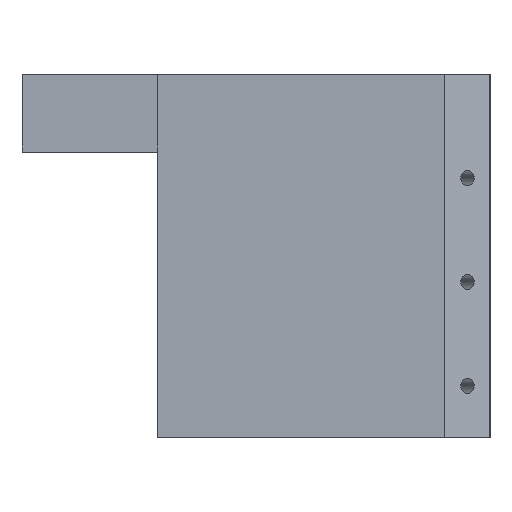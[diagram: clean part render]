
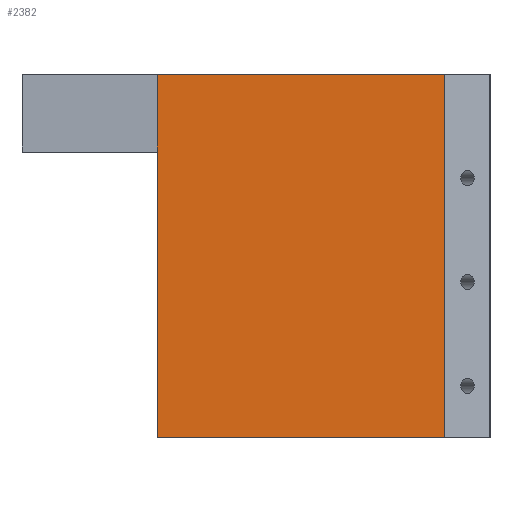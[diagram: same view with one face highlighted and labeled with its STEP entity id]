
A CAD part, left-side view. The second image highlights one B-rep face of the part: STEP entity #2382.
In plain terms, the highlighted planar face has unit normal (-1, 0, 0).
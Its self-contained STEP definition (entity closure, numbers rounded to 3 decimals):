
#163 = PLANE('',#164);
#164 = AXIS2_PLACEMENT_3D('',#165,#166,#167);
#165 = CARTESIAN_POINT('',(-45.,64.062,0.));
#166 = DIRECTION('',(-0.,-1.,-0.));
#167 = DIRECTION('',(-1.,0.,0.));
#522 = PLANE('',#523);
#523 = AXIS2_PLACEMENT_3D('',#524,#525,#526);
#524 = CARTESIAN_POINT('',(-32.362,40.662,0.));
#525 = DIRECTION('',(0.,0.,1.));
#526 = DIRECTION('',(1.,0.,0.));
#737 = VERTEX_POINT('',#738);
#738 = CARTESIAN_POINT('',(-45.,64.062,0.));
#759 = EDGE_CURVE('',#737,#760,#762,.T.);
#760 = VERTEX_POINT('',#761);
#761 = CARTESIAN_POINT('',(-45.,64.062,55.));
#762 = SURFACE_CURVE('',#763,(#767,#774),.PCURVE_S1.);
#763 = LINE('',#764,#765);
#764 = CARTESIAN_POINT('',(-45.,64.062,0.));
#765 = VECTOR('',#766,1.);
#766 = DIRECTION('',(0.,0.,1.));
#767 = PCURVE('',#163,#768);
#768 = DEFINITIONAL_REPRESENTATION('',(#769),#773);
#769 = LINE('',#770,#771);
#770 = CARTESIAN_POINT('',(-0.,0.));
#771 = VECTOR('',#772,1.);
#772 = DIRECTION('',(-0.,-1.));
#773 = ( GEOMETRIC_REPRESENTATION_CONTEXT(2) 
PARAMETRIC_REPRESENTATION_CONTEXT() REPRESENTATION_CONTEXT('2D SPACE',''
  ) );
#774 = PCURVE('',#775,#780);
#775 = PLANE('',#776);
#776 = AXIS2_PLACEMENT_3D('',#777,#778,#779);
#777 = CARTESIAN_POINT('',(-45.,64.062,0.));
#778 = DIRECTION('',(-1.,-0.,-0.));
#779 = DIRECTION('',(0.,1.,0.));
#780 = DEFINITIONAL_REPRESENTATION('',(#781),#785);
#781 = LINE('',#782,#783);
#782 = CARTESIAN_POINT('',(-0.,0.));
#783 = VECTOR('',#784,1.);
#784 = DIRECTION('',(-0.,-1.));
#785 = ( GEOMETRIC_REPRESENTATION_CONTEXT(2) 
PARAMETRIC_REPRESENTATION_CONTEXT() REPRESENTATION_CONTEXT('2D SPACE',''
  ) );
#913 = PLANE('',#914);
#914 = AXIS2_PLACEMENT_3D('',#915,#916,#917);
#915 = CARTESIAN_POINT('',(-45.,64.062,70.));
#916 = DIRECTION('',(-1.,0.,0.));
#917 = DIRECTION('',(-0.,0.,-1.));
#1802 = VERTEX_POINT('',#1803);
#1803 = CARTESIAN_POINT('',(-45.,8.66,0.));
#1817 = PLANE('',#1818);
#1818 = AXIS2_PLACEMENT_3D('',#1819,#1820,#1821);
#1819 = CARTESIAN_POINT('',(-40.,0.,0.));
#1820 = DIRECTION('',(0.866,0.5,0.));
#1821 = DIRECTION('',(0.5,-0.866,0.));
#1829 = EDGE_CURVE('',#737,#1802,#1830,.T.);
#1830 = SURFACE_CURVE('',#1831,(#1835,#1842),.PCURVE_S1.);
#1831 = LINE('',#1832,#1833);
#1832 = CARTESIAN_POINT('',(-45.,64.062,0.));
#1833 = VECTOR('',#1834,1.);
#1834 = DIRECTION('',(-0.,-1.,-0.));
#1835 = PCURVE('',#522,#1836);
#1836 = DEFINITIONAL_REPRESENTATION('',(#1837),#1841);
#1837 = LINE('',#1838,#1839);
#1838 = CARTESIAN_POINT('',(-12.638,23.4));
#1839 = VECTOR('',#1840,1.);
#1840 = DIRECTION('',(-0.,-1.));
#1841 = ( GEOMETRIC_REPRESENTATION_CONTEXT(2) 
PARAMETRIC_REPRESENTATION_CONTEXT() REPRESENTATION_CONTEXT('2D SPACE',''
  ) );
#1842 = PCURVE('',#775,#1843);
#1843 = DEFINITIONAL_REPRESENTATION('',(#1844),#1848);
#1844 = LINE('',#1845,#1846);
#1845 = CARTESIAN_POINT('',(-0.,0.));
#1846 = VECTOR('',#1847,1.);
#1847 = DIRECTION('',(-1.,0.));
#1848 = ( GEOMETRIC_REPRESENTATION_CONTEXT(2) 
PARAMETRIC_REPRESENTATION_CONTEXT() REPRESENTATION_CONTEXT('2D SPACE',''
  ) );
#2312 = PLANE('',#2313);
#2313 = AXIS2_PLACEMENT_3D('',#2314,#2315,#2316);
#2314 = CARTESIAN_POINT('',(-32.362,40.662,70.));
#2315 = DIRECTION('',(0.,0.,1.));
#2316 = DIRECTION('',(1.,0.,0.));
#2382 = ADVANCED_FACE('',(#2383),#775,.T.);
#2383 = FACE_BOUND('',#2384,.F.);
#2384 = EDGE_LOOP('',(#2385,#2386,#2409,#2432,#2453));
#2385 = ORIENTED_EDGE('',*,*,#759,.T.);
#2386 = ORIENTED_EDGE('',*,*,#2387,.T.);
#2387 = EDGE_CURVE('',#760,#2388,#2390,.T.);
#2388 = VERTEX_POINT('',#2389);
#2389 = CARTESIAN_POINT('',(-45.,64.062,70.));
#2390 = SURFACE_CURVE('',#2391,(#2395,#2402),.PCURVE_S1.);
#2391 = LINE('',#2392,#2393);
#2392 = CARTESIAN_POINT('',(-45.,64.062,0.));
#2393 = VECTOR('',#2394,1.);
#2394 = DIRECTION('',(0.,0.,1.));
#2395 = PCURVE('',#775,#2396);
#2396 = DEFINITIONAL_REPRESENTATION('',(#2397),#2401);
#2397 = LINE('',#2398,#2399);
#2398 = CARTESIAN_POINT('',(-0.,0.));
#2399 = VECTOR('',#2400,1.);
#2400 = DIRECTION('',(-0.,-1.));
#2401 = ( GEOMETRIC_REPRESENTATION_CONTEXT(2) 
PARAMETRIC_REPRESENTATION_CONTEXT() REPRESENTATION_CONTEXT('2D SPACE',''
  ) );
#2402 = PCURVE('',#913,#2403);
#2403 = DEFINITIONAL_REPRESENTATION('',(#2404),#2408);
#2404 = LINE('',#2405,#2406);
#2405 = CARTESIAN_POINT('',(70.,0.));
#2406 = VECTOR('',#2407,1.);
#2407 = DIRECTION('',(-1.,0.));
#2408 = ( GEOMETRIC_REPRESENTATION_CONTEXT(2) 
PARAMETRIC_REPRESENTATION_CONTEXT() REPRESENTATION_CONTEXT('2D SPACE',''
  ) );
#2409 = ORIENTED_EDGE('',*,*,#2410,.T.);
#2410 = EDGE_CURVE('',#2388,#2411,#2413,.T.);
#2411 = VERTEX_POINT('',#2412);
#2412 = CARTESIAN_POINT('',(-45.,8.66,70.));
#2413 = SURFACE_CURVE('',#2414,(#2418,#2425),.PCURVE_S1.);
#2414 = LINE('',#2415,#2416);
#2415 = CARTESIAN_POINT('',(-45.,64.062,70.));
#2416 = VECTOR('',#2417,1.);
#2417 = DIRECTION('',(-0.,-1.,-0.));
#2418 = PCURVE('',#775,#2419);
#2419 = DEFINITIONAL_REPRESENTATION('',(#2420),#2424);
#2420 = LINE('',#2421,#2422);
#2421 = CARTESIAN_POINT('',(-0.,-70.));
#2422 = VECTOR('',#2423,1.);
#2423 = DIRECTION('',(-1.,0.));
#2424 = ( GEOMETRIC_REPRESENTATION_CONTEXT(2) 
PARAMETRIC_REPRESENTATION_CONTEXT() REPRESENTATION_CONTEXT('2D SPACE',''
  ) );
#2425 = PCURVE('',#2312,#2426);
#2426 = DEFINITIONAL_REPRESENTATION('',(#2427),#2431);
#2427 = LINE('',#2428,#2429);
#2428 = CARTESIAN_POINT('',(-12.638,23.4));
#2429 = VECTOR('',#2430,1.);
#2430 = DIRECTION('',(-0.,-1.));
#2431 = ( GEOMETRIC_REPRESENTATION_CONTEXT(2) 
PARAMETRIC_REPRESENTATION_CONTEXT() REPRESENTATION_CONTEXT('2D SPACE',''
  ) );
#2432 = ORIENTED_EDGE('',*,*,#2433,.F.);
#2433 = EDGE_CURVE('',#1802,#2411,#2434,.T.);
#2434 = SURFACE_CURVE('',#2435,(#2439,#2446),.PCURVE_S1.);
#2435 = LINE('',#2436,#2437);
#2436 = CARTESIAN_POINT('',(-45.,8.66,0.));
#2437 = VECTOR('',#2438,1.);
#2438 = DIRECTION('',(0.,0.,1.));
#2439 = PCURVE('',#775,#2440);
#2440 = DEFINITIONAL_REPRESENTATION('',(#2441),#2445);
#2441 = LINE('',#2442,#2443);
#2442 = CARTESIAN_POINT('',(-55.402,0.));
#2443 = VECTOR('',#2444,1.);
#2444 = DIRECTION('',(-0.,-1.));
#2445 = ( GEOMETRIC_REPRESENTATION_CONTEXT(2) 
PARAMETRIC_REPRESENTATION_CONTEXT() REPRESENTATION_CONTEXT('2D SPACE',''
  ) );
#2446 = PCURVE('',#1817,#2447);
#2447 = DEFINITIONAL_REPRESENTATION('',(#2448),#2452);
#2448 = LINE('',#2449,#2450);
#2449 = CARTESIAN_POINT('',(-10.,0.));
#2450 = VECTOR('',#2451,1.);
#2451 = DIRECTION('',(-0.,-1.));
#2452 = ( GEOMETRIC_REPRESENTATION_CONTEXT(2) 
PARAMETRIC_REPRESENTATION_CONTEXT() REPRESENTATION_CONTEXT('2D SPACE',''
  ) );
#2453 = ORIENTED_EDGE('',*,*,#1829,.F.);
